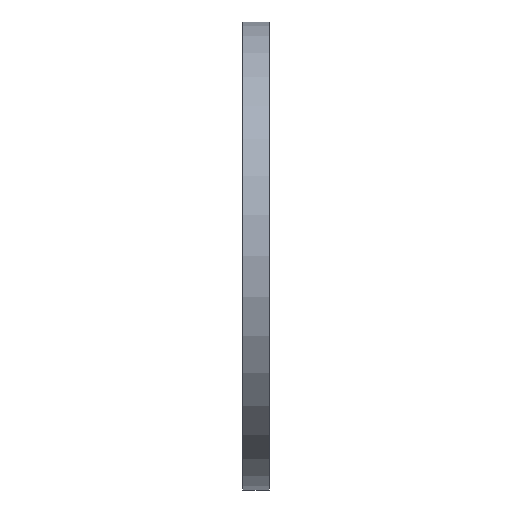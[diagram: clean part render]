
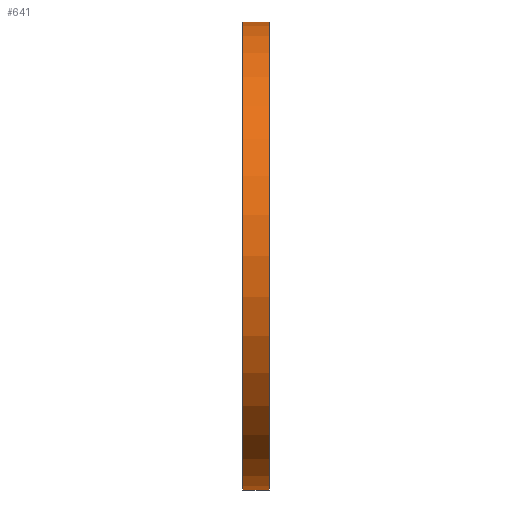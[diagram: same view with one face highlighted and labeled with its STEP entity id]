
A CAD part, front view. The second image highlights one B-rep face of the part: STEP entity #641.
In plain terms, the highlighted cylindrical face has radius 8.701 mm (diameter 17.402 mm), a partial arc.
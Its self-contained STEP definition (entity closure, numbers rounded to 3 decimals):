
#68 = AXIS2_PLACEMENT_3D ( 'NONE', #327, #319, #343 ) ;
#156 = CIRCLE ( 'NONE', #777, 8.701 ) ;
#157 = AXIS2_PLACEMENT_3D ( 'NONE', #488, #484, #481 ) ;
#202 = CARTESIAN_POINT ( 'NONE',  ( 0.5, -0.399, -8.701 ) ) ;
#217 = VECTOR ( 'NONE', #347, 1000. ) ;
#218 = ORIENTED_EDGE ( 'NONE', *, *, #663, .T. ) ;
#239 = FACE_OUTER_BOUND ( 'NONE', #547, .T. ) ;
#245 = CARTESIAN_POINT ( 'NONE',  ( 0.5, -0.399, 8.701 ) ) ;
#264 = CYLINDRICAL_SURFACE ( 'NONE', #68, 8.701 ) ;
#295 = CARTESIAN_POINT ( 'NONE',  ( 0.5, -0.399, 8.701 ) ) ;
#307 = DIRECTION ( 'NONE',  ( -1., 0., 0. ) ) ;
#319 = DIRECTION ( 'NONE',  ( -1., 0., 0. ) ) ;
#322 = ORIENTED_EDGE ( 'NONE', *, *, #407, .T. ) ;
#327 = CARTESIAN_POINT ( 'NONE',  ( 0.5, -0.399, 0. ) ) ;
#329 = DIRECTION ( 'NONE',  ( 0., 0., -1. ) ) ;
#330 = DIRECTION ( 'NONE',  ( 1., 0., 0. ) ) ;
#332 = CARTESIAN_POINT ( 'NONE',  ( 0.5, -0.399, 0. ) ) ;
#334 = CARTESIAN_POINT ( 'NONE',  ( -0.5, -0.399, 8.701 ) ) ;
#343 = DIRECTION ( 'NONE',  ( 0., 0., 1. ) ) ;
#347 = DIRECTION ( 'NONE',  ( -1., 0., 0. ) ) ;
#359 = CARTESIAN_POINT ( 'NONE',  ( 0.5, -0.399, -8.701 ) ) ;
#382 = CARTESIAN_POINT ( 'NONE',  ( -0.5, -0.399, -8.701 ) ) ;
#399 = LINE ( 'NONE', #359, #217 ) ;
#407 = EDGE_CURVE ( 'NONE', #624, #571, #434, .T. ) ;
#434 = CIRCLE ( 'NONE', #157, 8.701 ) ;
#451 = ORIENTED_EDGE ( 'NONE', *, *, #620, .F. ) ;
#481 = DIRECTION ( 'NONE',  ( 0., 0., -1. ) ) ;
#484 = DIRECTION ( 'NONE',  ( 1., 0., 0. ) ) ;
#488 = CARTESIAN_POINT ( 'NONE',  ( -0.5, -0.399, 0. ) ) ;
#540 = ORIENTED_EDGE ( 'NONE', *, *, #600, .F. ) ;
#547 = EDGE_LOOP ( 'NONE', ( #540, #451, #218, #322 ) ) ;
#571 = VERTEX_POINT ( 'NONE', #382 ) ;
#600 = EDGE_CURVE ( 'NONE', #786, #571, #399, .T. ) ;
#620 = EDGE_CURVE ( 'NONE', #731, #786, #156, .T. ) ;
#624 = VERTEX_POINT ( 'NONE', #334 ) ;
#640 = LINE ( 'NONE', #295, #798 ) ;
#641 = ADVANCED_FACE ( 'NONE', ( #239 ), #264, .T. ) ;
#663 = EDGE_CURVE ( 'NONE', #731, #624, #640, .T. ) ;
#731 = VERTEX_POINT ( 'NONE', #245 ) ;
#777 = AXIS2_PLACEMENT_3D ( 'NONE', #332, #330, #329 ) ;
#786 = VERTEX_POINT ( 'NONE', #202 ) ;
#798 = VECTOR ( 'NONE', #307, 1000. ) ;
